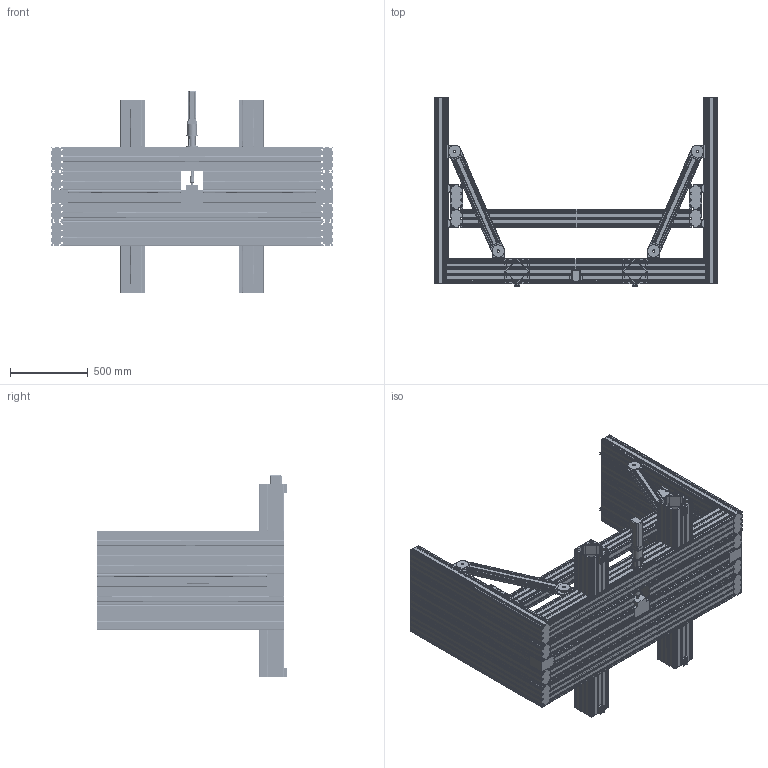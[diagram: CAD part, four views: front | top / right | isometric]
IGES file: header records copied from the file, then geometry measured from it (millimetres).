
Global section: file name: MOVIMENTAZIONE_PER_APPARECCHIATURA_DI_TEST.igs; preprocessor: I-DEAS 3D IGES Translator 12; date: 20100211.110655; units: millimetre
Bounding box: 1820 x 1219 x 1295.5 mm (x, y, z)
Volume: 222315222.7 mm3; surface area: 29635781 mm2
Topology: 76 solids, 76 shells, 6844 faces, 19807 edges, 13196 vertices
Faces by surface type: bspline 6844
